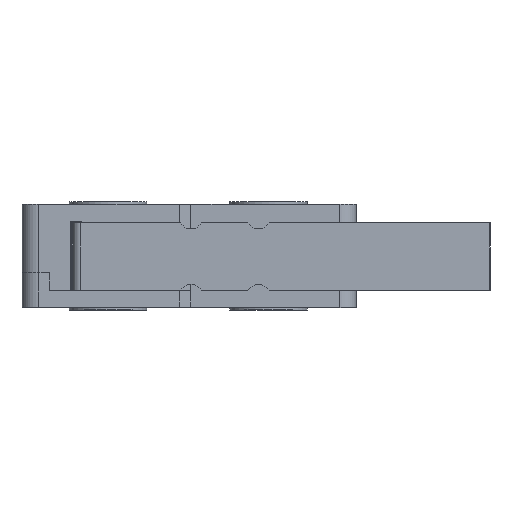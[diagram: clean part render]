
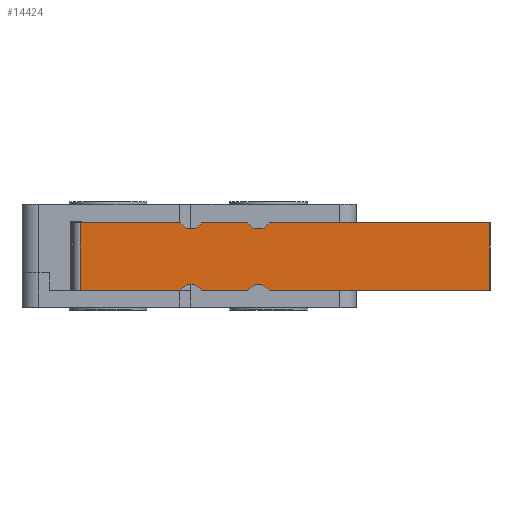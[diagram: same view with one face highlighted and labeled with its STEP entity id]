
A CAD part, top view. The second image highlights one B-rep face of the part: STEP entity #14424.
In plain terms, the highlighted planar face has unit normal (-0.013, 0, 1).
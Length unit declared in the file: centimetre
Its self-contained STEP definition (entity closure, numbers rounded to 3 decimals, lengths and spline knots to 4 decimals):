
#803=CIRCLE('',#15236,0.075);
#805=CIRCLE('',#15239,0.075);
#806=CIRCLE('',#15241,0.075);
#808=CIRCLE('',#15244,0.075);
#958=FACE_OUTER_BOUND('',#1757,.T.);
#1757=EDGE_LOOP('',(#9556,#9557,#9558,#9559,#9560,#9561,#9562,#9563,#9564,
#9565,#9566,#9567));
#2632=LINE('',#18890,#4254);
#2634=LINE('',#18893,#4256);
#2635=LINE('',#18896,#4257);
#2636=LINE('',#18897,#4258);
#2637=LINE('',#18898,#4259);
#2638=LINE('',#18900,#4260);
#2639=LINE('',#18902,#4261);
#2640=LINE('',#18903,#4262);
#4254=VECTOR('',#15951,1.);
#4256=VECTOR('',#15955,1.);
#4257=VECTOR('',#15958,1.);
#4258=VECTOR('',#15959,1.);
#4259=VECTOR('',#15960,1.);
#4260=VECTOR('',#15961,1.);
#4261=VECTOR('',#15962,1.);
#4262=VECTOR('',#15963,1.);
#5863=VERTEX_POINT('',#18846);
#5865=VERTEX_POINT('',#18850);
#5867=VERTEX_POINT('',#18855);
#5869=VERTEX_POINT('',#18859);
#5870=VERTEX_POINT('',#18863);
#5872=VERTEX_POINT('',#18866);
#5874=VERTEX_POINT('',#18872);
#5876=VERTEX_POINT('',#18875);
#5881=VERTEX_POINT('',#18888);
#5882=VERTEX_POINT('',#18895);
#5883=VERTEX_POINT('',#18899);
#5884=VERTEX_POINT('',#18901);
#7324=EDGE_CURVE('',#5863,#5865,#803,.T.);
#7328=EDGE_CURVE('',#5867,#5869,#805,.T.);
#7330=EDGE_CURVE('',#5872,#5870,#806,.T.);
#7334=EDGE_CURVE('',#5876,#5874,#808,.T.);
#7342=EDGE_CURVE('',#5869,#5881,#2632,.T.);
#7344=EDGE_CURVE('',#5865,#5867,#2634,.T.);
#7345=EDGE_CURVE('',#5882,#5881,#2635,.T.);
#7346=EDGE_CURVE('',#5882,#5872,#2636,.T.);
#7347=EDGE_CURVE('',#5870,#5876,#2637,.T.);
#7348=EDGE_CURVE('',#5874,#5883,#2638,.T.);
#7349=EDGE_CURVE('',#5884,#5883,#2639,.T.);
#7350=EDGE_CURVE('',#5884,#5863,#2640,.T.);
#9556=ORIENTED_EDGE('',*,*,#7324,.T.);
#9557=ORIENTED_EDGE('',*,*,#7344,.T.);
#9558=ORIENTED_EDGE('',*,*,#7328,.T.);
#9559=ORIENTED_EDGE('',*,*,#7342,.T.);
#9560=ORIENTED_EDGE('',*,*,#7345,.F.);
#9561=ORIENTED_EDGE('',*,*,#7346,.T.);
#9562=ORIENTED_EDGE('',*,*,#7330,.T.);
#9563=ORIENTED_EDGE('',*,*,#7347,.T.);
#9564=ORIENTED_EDGE('',*,*,#7334,.T.);
#9565=ORIENTED_EDGE('',*,*,#7348,.T.);
#9566=ORIENTED_EDGE('',*,*,#7349,.F.);
#9567=ORIENTED_EDGE('',*,*,#7350,.T.);
#13915=PLANE('',#15250);
#14424=ADVANCED_FACE('',(#958),#13915,.T.);
#15236=AXIS2_PLACEMENT_3D('',#18852,#15916,#15917);
#15239=AXIS2_PLACEMENT_3D('',#18861,#15924,#15925);
#15241=AXIS2_PLACEMENT_3D('',#18867,#15929,#15930);
#15244=AXIS2_PLACEMENT_3D('',#18876,#15937,#15938);
#15250=AXIS2_PLACEMENT_3D('',#18894,#15956,#15957);
#15916=DIRECTION('center_axis',(0.013,0.,
-1.));
#15917=DIRECTION('ref_axis',(-1.,0.,-0.013));
#15924=DIRECTION('center_axis',(0.013,0.,
-1.));
#15925=DIRECTION('ref_axis',(-1.,0.,-0.013));
#15929=DIRECTION('center_axis',(0.013,0.,
-1.));
#15930=DIRECTION('ref_axis',(-1.,0.,-0.013));
#15937=DIRECTION('center_axis',(0.013,0.,
-1.));
#15938=DIRECTION('ref_axis',(-1.,0.,-0.013));
#15951=DIRECTION('',(-1.,0.,-0.013));
#15955=DIRECTION('',(-1.,0.,-0.013));
#15956=DIRECTION('center_axis',(-0.013,0.,
1.));
#15957=DIRECTION('ref_axis',(1.,0.,0.013));
#15958=DIRECTION('',(0.,1.,0.));
#15959=DIRECTION('',(1.,0.,0.013));
#15960=DIRECTION('',(1.,0.,0.013));
#15961=DIRECTION('',(1.,0.,0.013));
#15962=DIRECTION('',(0.,-1.,0.));
#15963=DIRECTION('',(-1.,0.,-0.013));
#18846=CARTESIAN_POINT('',(0.9539,-0.11,0.89));
#18850=CARTESIAN_POINT('',(0.827,-0.11,0.8884));
#18852=CARTESIAN_POINT('Origin',(0.8904,-0.07,
0.8892));
#18855=CARTESIAN_POINT('',(0.5539,-0.11,0.8847));
#18859=CARTESIAN_POINT('',(0.427,-0.11,0.883));
#18861=CARTESIAN_POINT('Origin',(0.4904,-0.07,
0.8839));
#18863=CARTESIAN_POINT('',(0.5539,-0.51,0.8847));
#18866=CARTESIAN_POINT('',(0.427,-0.51,0.883));
#18867=CARTESIAN_POINT('Origin',(0.4904,-0.55,0.8839));
#18872=CARTESIAN_POINT('',(0.9539,-0.51,0.89));
#18875=CARTESIAN_POINT('',(0.827,-0.51,0.8884));
#18876=CARTESIAN_POINT('Origin',(0.8904,-0.55,0.8892));
#18888=CARTESIAN_POINT('',(-0.1645,-0.11,0.8752));
#18890=CARTESIAN_POINT('',(-0.1645,-0.11,0.8752));
#18893=CARTESIAN_POINT('',(-0.1645,-0.11,0.8752));
#18894=CARTESIAN_POINT('Origin',(2.2603,-0.31,0.9074));
#18895=CARTESIAN_POINT('',(-0.1645,-0.51,0.8752));
#18896=CARTESIAN_POINT('',(-0.1645,-0.31,0.8752));
#18897=CARTESIAN_POINT('',(-0.1645,-0.51,0.8752));
#18898=CARTESIAN_POINT('',(-0.1645,-0.51,0.8752));
#18899=CARTESIAN_POINT('',(2.2603,-0.51,0.9074));
#18900=CARTESIAN_POINT('',(-0.1645,-0.51,0.8752));
#18901=CARTESIAN_POINT('',(2.2603,-0.11,0.9074));
#18902=CARTESIAN_POINT('',(2.2603,-0.31,0.9074));
#18903=CARTESIAN_POINT('',(-0.1645,-0.11,0.8752));
